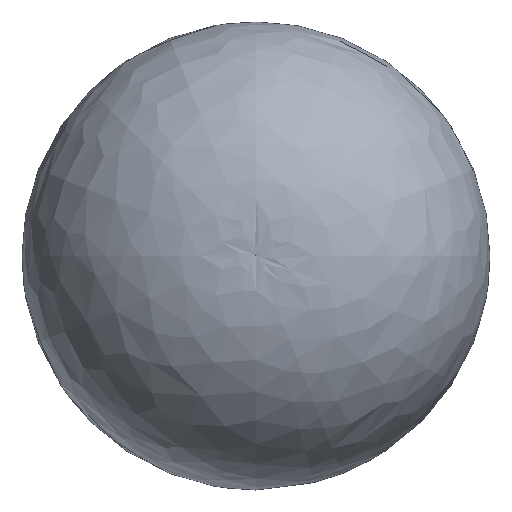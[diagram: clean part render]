
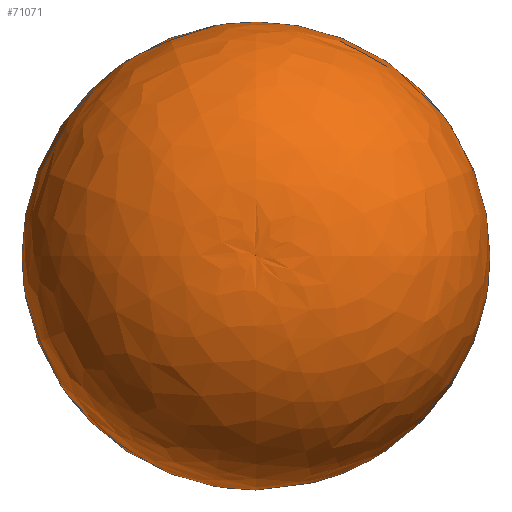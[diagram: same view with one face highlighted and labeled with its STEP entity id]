
A CAD part, top view. The second image highlights one B-rep face of the part: STEP entity #71071.
In plain terms, the highlighted free-form (B-spline) face has degree [2, 2] with [5, 9] control points.
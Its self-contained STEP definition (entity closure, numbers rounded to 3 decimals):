
#223=(
BOUNDED_SURFACE()
B_SPLINE_SURFACE(2,2,((#176954,#176955,#176956,#176957,#176958,#176959,
#176960,#176961,#176962),(#176963,#176964,#176965,#176966,#176967,#176968,
#176969,#176970,#176971),(#176972,#176973,#176974,#176975,#176976,#176977,
#176978,#176979,#176980),(#176981,#176982,#176983,#176984,#176985,#176986,
#176987,#176988,#176989),(#176990,#176991,#176992,#176993,#176994,#176995,
#176996,#176997,#176998)),.UNSPECIFIED.,.F.,.T.,.F.)
B_SPLINE_SURFACE_WITH_KNOTS((3,2,3),(3,2,2,2,3),(-1.696,-0.159,
1.379),(-3.142,-1.571,0.,1.571,
3.142),.UNSPECIFIED.)
GEOMETRIC_REPRESENTATION_ITEM()
RATIONAL_B_SPLINE_SURFACE(((1.,0.707,1.,0.707,1.,
0.707,1.,0.707,1.),(0.719,0.508,
0.719,0.508,0.719,0.508,
0.719,0.508,0.719),(1.,0.707,
1.,0.707,1.,0.707,1.,0.707,1.),(0.719,
0.508,0.719,0.508,0.719,
0.508,0.719,0.508,0.719),
(1.,0.707,1.,0.707,1.,0.707,1.,0.707,
1.)))
REPRESENTATION_ITEM('')
SURFACE()
);
#13774=FACE_OUTER_BOUND('',#18427,.T.);
#18427=EDGE_LOOP('',(#61262,#61263,#61264));
#22613=CIRCLE('',#78950,467.451);
#22614=CIRCLE('',#78951,1480.283);
#31282=VERTEX_POINT('',#176951);
#31283=VERTEX_POINT('',#176999);
#41278=EDGE_CURVE('',#31282,#31282,#22613,.T.);
#41279=EDGE_CURVE('',#31282,#31283,#22614,.T.);
#61262=ORIENTED_EDGE('',*,*,#41278,.F.);
#61263=ORIENTED_EDGE('',*,*,#41279,.T.);
#61264=ORIENTED_EDGE('',*,*,#41279,.F.);
#71071=ADVANCED_FACE('',(#13774),#223,.F.);
#78950=AXIS2_PLACEMENT_3D('',#176953,#96618,#96619);
#78951=AXIS2_PLACEMENT_3D('',#177000,#96620,#96621);
#96618=DIRECTION('center_axis',(-1.,0.,0.));
#96619=DIRECTION('ref_axis',(0.,0.,1.));
#96620=DIRECTION('center_axis',(0.,-1.,0.));
#96621=DIRECTION('ref_axis',(0.,0.,-1.));
#176951=CARTESIAN_POINT('',(-1453.086,185.,-467.451));
#176953=CARTESIAN_POINT('Origin',(-1453.086,185.,0.));
#176954=CARTESIAN_POINT('Ctrl Pts',(1468.677,185.,0.));
#176955=CARTESIAN_POINT('Ctrl Pts',(1468.677,185.,0.));
#176956=CARTESIAN_POINT('Ctrl Pts',(1468.677,185.,0.));
#176957=CARTESIAN_POINT('Ctrl Pts',(1468.677,185.,0.));
#176958=CARTESIAN_POINT('Ctrl Pts',(1468.677,185.,0.));
#176959=CARTESIAN_POINT('Ctrl Pts',(1468.677,185.,0.));
#176960=CARTESIAN_POINT('Ctrl Pts',(1468.677,185.,0.));
#176961=CARTESIAN_POINT('Ctrl Pts',(1468.677,185.,0.));
#176962=CARTESIAN_POINT('Ctrl Pts',(1468.677,185.,0.));
#176963=CARTESIAN_POINT('Ctrl Pts',(1647.609,185.,-1420.508));
#176964=CARTESIAN_POINT('Ctrl Pts',(1647.609,-1235.508,
-1420.508));
#176965=CARTESIAN_POINT('Ctrl Pts',(1647.609,-1235.508,
0.));
#176966=CARTESIAN_POINT('Ctrl Pts',(1647.609,-1235.508,
1420.508));
#176967=CARTESIAN_POINT('Ctrl Pts',(1647.609,185.,1420.508));
#176968=CARTESIAN_POINT('Ctrl Pts',(1647.609,1605.508,1420.508));
#176969=CARTESIAN_POINT('Ctrl Pts',(1647.609,1605.508,0.));
#176970=CARTESIAN_POINT('Ctrl Pts',(1647.609,1605.508,-1420.508));
#176971=CARTESIAN_POINT('Ctrl Pts',(1647.609,185.,-1420.508));
#176972=CARTESIAN_POINT('Ctrl Pts',(233.856,185.,-1646.694));
#176973=CARTESIAN_POINT('Ctrl Pts',(233.856,-1461.694,
-1646.694));
#176974=CARTESIAN_POINT('Ctrl Pts',(233.856,-1461.694,
0.));
#176975=CARTESIAN_POINT('Ctrl Pts',(233.856,-1461.694,
1646.694));
#176976=CARTESIAN_POINT('Ctrl Pts',(233.856,185.,1646.694));
#176977=CARTESIAN_POINT('Ctrl Pts',(233.856,1831.694,1646.694));
#176978=CARTESIAN_POINT('Ctrl Pts',(233.856,1831.694,0.));
#176979=CARTESIAN_POINT('Ctrl Pts',(233.856,1831.694,-1646.694));
#176980=CARTESIAN_POINT('Ctrl Pts',(233.856,185.,-1646.694));
#176981=CARTESIAN_POINT('Ctrl Pts',(-1179.898,185.,-1872.879));
#176982=CARTESIAN_POINT('Ctrl Pts',(-1179.898,-1687.879,
-1872.879));
#176983=CARTESIAN_POINT('Ctrl Pts',(-1179.898,-1687.879,
0.));
#176984=CARTESIAN_POINT('Ctrl Pts',(-1179.898,-1687.879,
1872.879));
#176985=CARTESIAN_POINT('Ctrl Pts',(-1179.898,185.,1872.879));
#176986=CARTESIAN_POINT('Ctrl Pts',(-1179.898,2057.879,
1872.879));
#176987=CARTESIAN_POINT('Ctrl Pts',(-1179.898,2057.879,
0.));
#176988=CARTESIAN_POINT('Ctrl Pts',(-1179.898,2057.879,
-1872.879));
#176989=CARTESIAN_POINT('Ctrl Pts',(-1179.898,185.,-1872.879));
#176990=CARTESIAN_POINT('Ctrl Pts',(-1453.086,185.,-467.451));
#176991=CARTESIAN_POINT('Ctrl Pts',(-1453.086,-282.451,
-467.451));
#176992=CARTESIAN_POINT('Ctrl Pts',(-1453.086,-282.451,
0.));
#176993=CARTESIAN_POINT('Ctrl Pts',(-1453.086,-282.451,
467.451));
#176994=CARTESIAN_POINT('Ctrl Pts',(-1453.086,185.,467.451));
#176995=CARTESIAN_POINT('Ctrl Pts',(-1453.086,652.451,
467.451));
#176996=CARTESIAN_POINT('Ctrl Pts',(-1453.086,652.451,
0.));
#176997=CARTESIAN_POINT('Ctrl Pts',(-1453.086,652.451,
-467.451));
#176998=CARTESIAN_POINT('Ctrl Pts',(-1453.086,185.,-467.451));
#176999=CARTESIAN_POINT('',(1468.677,185.,0.));
#177000=CARTESIAN_POINT('Origin',(0.,185.,-185.));
